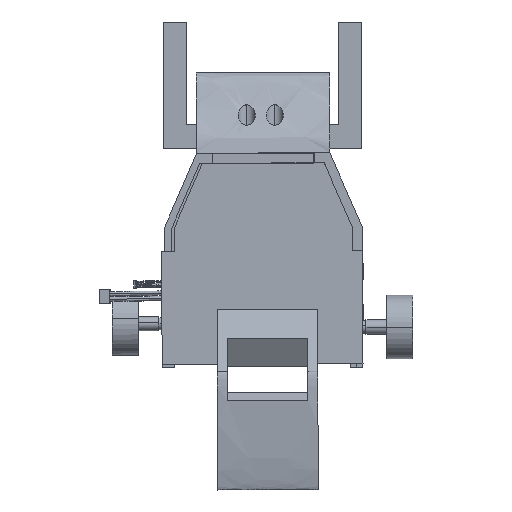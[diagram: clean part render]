
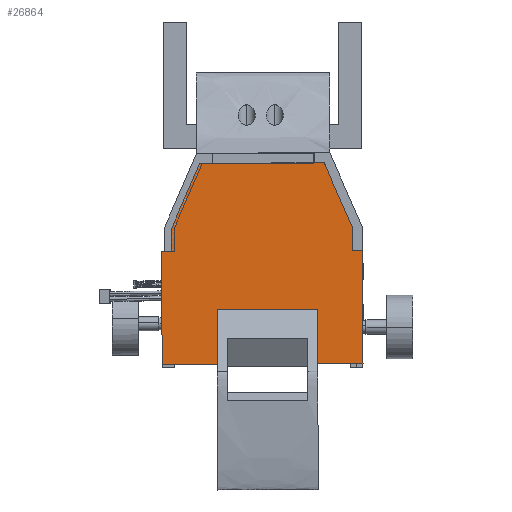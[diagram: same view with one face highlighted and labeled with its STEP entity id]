
A CAD part, top view. The second image highlights one B-rep face of the part: STEP entity #26864.
In plain terms, the highlighted face is planar.
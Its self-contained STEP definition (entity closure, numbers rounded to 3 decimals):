
#613 = ORIENTED_EDGE ( 'NONE', *, *, #32140, .T. ) ;
#1299 = CARTESIAN_POINT ( 'NONE',  ( 61.944, 6., -200. ) ) ;
#1692 = CARTESIAN_POINT ( 'NONE',  ( -100., 6., -112.5 ) ) ;
#1731 = VECTOR ( 'NONE', #33186, 1000. ) ;
#2737 = CARTESIAN_POINT ( 'NONE',  ( -100., 6., 0. ) ) ;
#2811 = LINE ( 'NONE', #32887, #35161 ) ;
#2889 = VERTEX_POINT ( 'NONE', #27030 ) ;
#3324 = CARTESIAN_POINT ( 'NONE',  ( 0., 6., 0. ) ) ;
#3421 = VECTOR ( 'NONE', #5727, 1000. ) ;
#3549 = VERTEX_POINT ( 'NONE', #11173 ) ;
#3563 = VERTEX_POINT ( 'NONE', #4883 ) ;
#4883 = CARTESIAN_POINT ( 'NONE',  ( -100., 6., 0. ) ) ;
#4938 = CARTESIAN_POINT ( 'NONE',  ( -61.944, 6., -200. ) ) ;
#5046 = LINE ( 'NONE', #1692, #9902 ) ;
#5583 = VERTEX_POINT ( 'NONE', #33326 ) ;
#5691 = DIRECTION ( 'NONE',  ( 0., 1., 0. ) ) ;
#5727 = DIRECTION ( 'NONE',  ( -1., 0., 0. ) ) ;
#6326 = EDGE_CURVE ( 'NONE', #15355, #31185, #35534, .T. ) ;
#6462 = VERTEX_POINT ( 'NONE', #16460 ) ;
#6582 = EDGE_LOOP ( 'NONE', ( #23367, #13686, #613, #13641, #30187, #15763, #36444, #19397, #26368, #30552 ) ) ;
#8681 = LINE ( 'NONE', #18446, #11814 ) ;
#9482 = EDGE_CURVE ( 'NONE', #28823, #11771, #37103, .T. ) ;
#9534 = DIRECTION ( 'NONE',  ( 0., 0., -1. ) ) ;
#9668 = PLANE ( 'NONE',  #23150 ) ;
#9902 = VECTOR ( 'NONE', #34528, 1000. ) ;
#11173 = CARTESIAN_POINT ( 'NONE',  ( 100., 6., 0. ) ) ;
#11617 = LINE ( 'NONE', #4938, #23478 ) ;
#11771 = VERTEX_POINT ( 'NONE', #1299 ) ;
#11814 = VECTOR ( 'NONE', #20688, 1000. ) ;
#13641 = ORIENTED_EDGE ( 'NONE', *, *, #20944, .T. ) ;
#13686 = ORIENTED_EDGE ( 'NONE', *, *, #18326, .T. ) ;
#14570 = LINE ( 'NONE', #38344, #3421 ) ;
#14728 = LINE ( 'NONE', #2737, #31119 ) ;
#14979 = EDGE_CURVE ( 'NONE', #3549, #5583, #21522, .T. ) ;
#15355 = VERTEX_POINT ( 'NONE', #21662 ) ;
#15550 = EDGE_CURVE ( 'NONE', #15756, #15355, #11617, .T. ) ;
#15597 = EDGE_CURVE ( 'NONE', #5583, #2889, #14570, .T. ) ;
#15756 = VERTEX_POINT ( 'NONE', #24165 ) ;
#15763 = ORIENTED_EDGE ( 'NONE', *, *, #15597, .T. ) ;
#16368 = VECTOR ( 'NONE', #28244, 1000. ) ;
#16460 = CARTESIAN_POINT ( 'NONE',  ( -100., 6., -112.5 ) ) ;
#17123 = DIRECTION ( 'NONE',  ( -0.399, 0., 0.917 ) ) ;
#18253 = DIRECTION ( 'NONE',  ( 0., 0., 1. ) ) ;
#18326 = EDGE_CURVE ( 'NONE', #31185, #6462, #5046, .T. ) ;
#18446 = CARTESIAN_POINT ( 'NONE',  ( 61.944, 6., -200. ) ) ;
#18843 = CARTESIAN_POINT ( 'NONE',  ( 90., 6., -112.5 ) ) ;
#19397 = ORIENTED_EDGE ( 'NONE', *, *, #9482, .T. ) ;
#19906 = CARTESIAN_POINT ( 'NONE',  ( -90., 6., -112.5 ) ) ;
#20688 = DIRECTION ( 'NONE',  ( -1., 0., 0. ) ) ;
#20944 = EDGE_CURVE ( 'NONE', #3563, #3549, #2811, .T. ) ;
#21195 = CARTESIAN_POINT ( 'NONE',  ( -90., 6., -112.5 ) ) ;
#21522 = LINE ( 'NONE', #27044, #31630 ) ;
#21662 = CARTESIAN_POINT ( 'NONE',  ( -90., 6., -135.492 ) ) ;
#23150 = AXIS2_PLACEMENT_3D ( 'NONE', #3324, #5691, #18253 ) ;
#23367 = ORIENTED_EDGE ( 'NONE', *, *, #6326, .T. ) ;
#23469 = EDGE_CURVE ( 'NONE', #2889, #28823, #33766, .T. ) ;
#23478 = VECTOR ( 'NONE', #17123, 1000. ) ;
#24165 = CARTESIAN_POINT ( 'NONE',  ( -61.944, 6., -200. ) ) ;
#25646 = EDGE_CURVE ( 'NONE', #11771, #15756, #8681, .T. ) ;
#26368 = ORIENTED_EDGE ( 'NONE', *, *, #25646, .T. ) ;
#26512 = DIRECTION ( 'NONE',  ( 0., 0., 1. ) ) ;
#26864 = ADVANCED_FACE ( 'NONE', ( #36613 ), #9668, .T. ) ;
#27030 = CARTESIAN_POINT ( 'NONE',  ( 90., 6., -112.5 ) ) ;
#27044 = CARTESIAN_POINT ( 'NONE',  ( 100., 6., 0. ) ) ;
#28244 = DIRECTION ( 'NONE',  ( -0.399, 0., -0.917 ) ) ;
#28823 = VERTEX_POINT ( 'NONE', #28844 ) ;
#28844 = CARTESIAN_POINT ( 'NONE',  ( 90., 6., -135.492 ) ) ;
#30187 = ORIENTED_EDGE ( 'NONE', *, *, #14979, .T. ) ;
#30552 = ORIENTED_EDGE ( 'NONE', *, *, #15550, .T. ) ;
#30841 = DIRECTION ( 'NONE',  ( 0., 0., -1. ) ) ;
#31119 = VECTOR ( 'NONE', #26512, 1000. ) ;
#31185 = VERTEX_POINT ( 'NONE', #19906 ) ;
#31630 = VECTOR ( 'NONE', #9534, 1000. ) ;
#32140 = EDGE_CURVE ( 'NONE', #6462, #3563, #14728, .T. ) ;
#32887 = CARTESIAN_POINT ( 'NONE',  ( 100., 6., 0. ) ) ;
#33186 = DIRECTION ( 'NONE',  ( 0., 0., 1. ) ) ;
#33326 = CARTESIAN_POINT ( 'NONE',  ( 100., 6., -112.5 ) ) ;
#33766 = LINE ( 'NONE', #18843, #34908 ) ;
#34528 = DIRECTION ( 'NONE',  ( -1., 0., 0. ) ) ;
#34908 = VECTOR ( 'NONE', #30841, 1000. ) ;
#35161 = VECTOR ( 'NONE', #36030, 1000. ) ;
#35534 = LINE ( 'NONE', #21195, #1731 ) ;
#36030 = DIRECTION ( 'NONE',  ( 1., 0., 0. ) ) ;
#36444 = ORIENTED_EDGE ( 'NONE', *, *, #23469, .T. ) ;
#36613 = FACE_OUTER_BOUND ( 'NONE', #6582, .T. ) ;
#37103 = LINE ( 'NONE', #37278, #16368 ) ;
#37278 = CARTESIAN_POINT ( 'NONE',  ( 61.944, 6., -200. ) ) ;
#38344 = CARTESIAN_POINT ( 'NONE',  ( 100., 6., -112.5 ) ) ;
